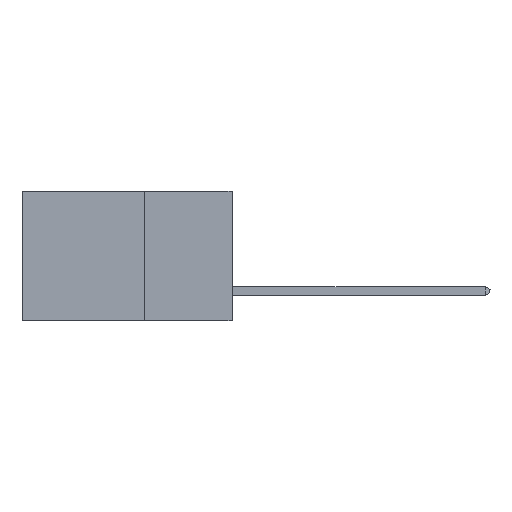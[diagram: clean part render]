
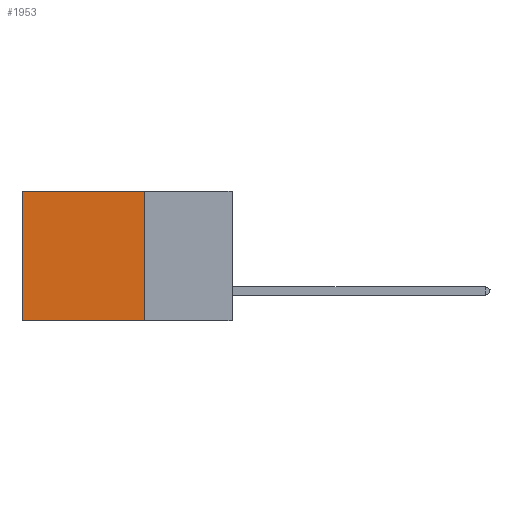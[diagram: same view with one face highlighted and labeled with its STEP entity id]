
A CAD part, left-side view. The second image highlights one B-rep face of the part: STEP entity #1953.
In plain terms, the highlighted planar face has unit normal (-1, 0, 0).
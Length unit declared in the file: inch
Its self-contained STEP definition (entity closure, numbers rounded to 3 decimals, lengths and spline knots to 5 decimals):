
#647 = CARTESIAN_POINT ( 'NONE',  ( 0.2875, 0.25, 0. ) ) ;
#1265 = PLANE ( 'NONE',  #11059 ) ;
#1953 = ADVANCED_FACE ( 'NONE', ( #32600 ), #1265, .F. ) ;
#2649 = LINE ( 'NONE', #4354, #25588 ) ;
#2845 = ORIENTED_EDGE ( 'NONE', *, *, #26800, .F. ) ;
#3149 = ORIENTED_EDGE ( 'NONE', *, *, #30174, .T. ) ;
#4354 = CARTESIAN_POINT ( 'NONE',  ( 0.2875, 0.25, 0. ) ) ;
#8983 = DIRECTION ( 'NONE',  ( 0., 0., -1. ) ) ;
#10368 = VERTEX_POINT ( 'NONE', #10941 ) ;
#10941 = CARTESIAN_POINT ( 'NONE',  ( 0.2875, 0.25, 0. ) ) ;
#11050 = VERTEX_POINT ( 'NONE', #11242 ) ;
#11059 = AXIS2_PLACEMENT_3D ( 'NONE', #24402, #29671, #8983 ) ;
#11242 = CARTESIAN_POINT ( 'NONE',  ( 0.2875, 0.6, 0. ) ) ;
#12385 = DIRECTION ( 'NONE',  ( 0., 1., 0. ) ) ;
#12420 = LINE ( 'NONE', #647, #14052 ) ;
#14052 = VECTOR ( 'NONE', #21334, 39.37008 ) ;
#16080 = LINE ( 'NONE', #27918, #22438 ) ;
#16082 = DIRECTION ( 'NONE',  ( 0., 0., -1. ) ) ;
#16519 = VECTOR ( 'NONE', #16082, 39.37008 ) ;
#17153 = CARTESIAN_POINT ( 'NONE',  ( 0.2875, 0.25, -0.37 ) ) ;
#17287 = LINE ( 'NONE', #23520, #16519 ) ;
#18758 = CARTESIAN_POINT ( 'NONE',  ( 0.2875, 0.6, -0.37 ) ) ;
#19856 = EDGE_CURVE ( 'NONE', #10368, #27710, #12420, .T. ) ;
#19885 = VERTEX_POINT ( 'NONE', #18758 ) ;
#20561 = EDGE_CURVE ( 'NONE', #10368, #11050, #2649, .T. ) ;
#20800 = EDGE_LOOP ( 'NONE', ( #3149, #2845, #23468, #28499 ) ) ;
#21334 = DIRECTION ( 'NONE',  ( 0., 0., -1. ) ) ;
#22438 = VECTOR ( 'NONE', #12385, 39.37008 ) ;
#23468 = ORIENTED_EDGE ( 'NONE', *, *, #19856, .F. ) ;
#23520 = CARTESIAN_POINT ( 'NONE',  ( 0.2875, 0.6, 0. ) ) ;
#24402 = CARTESIAN_POINT ( 'NONE',  ( 0.2875, 0.25, 0. ) ) ;
#25588 = VECTOR ( 'NONE', #32140, 39.37008 ) ;
#26800 = EDGE_CURVE ( 'NONE', #27710, #19885, #16080, .T. ) ;
#27710 = VERTEX_POINT ( 'NONE', #17153 ) ;
#27918 = CARTESIAN_POINT ( 'NONE',  ( 0.2875, 0.25, -0.37 ) ) ;
#28499 = ORIENTED_EDGE ( 'NONE', *, *, #20561, .T. ) ;
#29671 = DIRECTION ( 'NONE',  ( 1., 0., 0. ) ) ;
#30174 = EDGE_CURVE ( 'NONE', #11050, #19885, #17287, .T. ) ;
#32140 = DIRECTION ( 'NONE',  ( 0., 1., 0. ) ) ;
#32600 = FACE_OUTER_BOUND ( 'NONE', #20800, .T. ) ;
